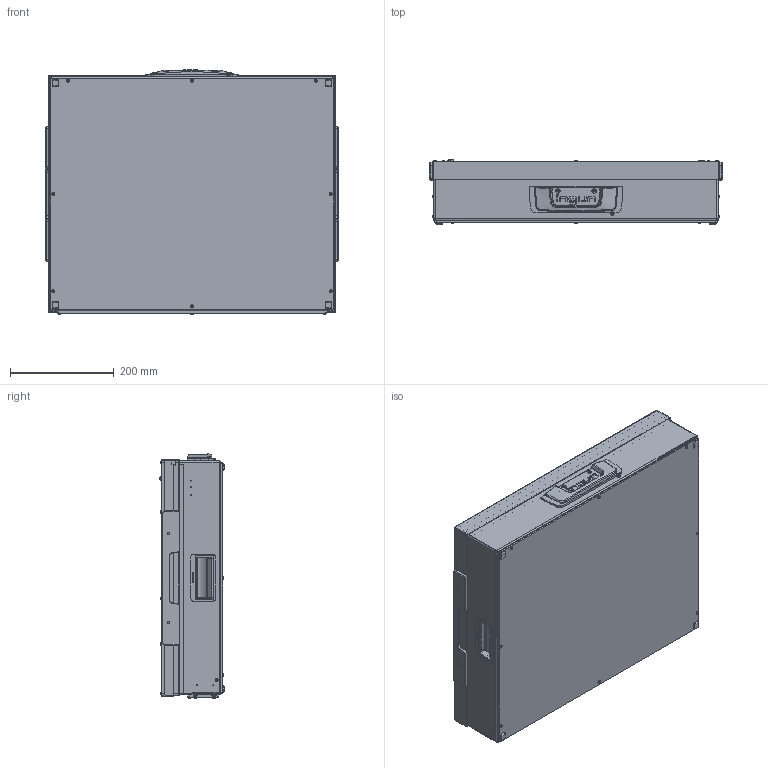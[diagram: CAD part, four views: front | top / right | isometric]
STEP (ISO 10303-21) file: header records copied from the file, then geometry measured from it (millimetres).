
FILE_DESCRIPTION (( 'STEP AP214' ), '1' );
FILE_NAME ('101517~0.STEP', '2020-05-22T06:46:37', ( '' ), ( '' ), 'SwSTEP 2.0', 'SolidWorks 2018', '' );
FILE_SCHEMA (( 'AUTOMOTIVE_DESIGN' ));
Length unit declared in the file: millimetre
Products named in the file (62): 32171~0_S; DIN7991~n_M05,0x010; 41899~3_flexiebel <S>; 2281~0; DIN7991~n_M04,0x010; DIN7991~n_M04,0x014 VA; 2281~0_360ø<Standard>; 48726~2_S; ASR~-a-s-r_拱05,2x03x拌10; 52626~3_S; K_02038~0; 100974~1_S; 11657~0; 102964~0_S; DIN125~n_04,3 M04,0; Gewindebuchse~n_M04-09,5 offen; 101843~1_S; DIN125~n_06,4 M06,0 Fase; 101518~2; 53106~0_S; 101549~8_KUNDE<Standard>; 101499~4_S; 31788~1_flex <Standard>; DIN125~n_03,2 M03,0; 2719~0; 1878~0; 105963~2_KUNDE<S>; 104117~0_S; 101856~0_S; 101521~1_S; 37967~1_felx <Standard>; 101548~2_KUNDE<S>; 101857~0_S; 19420~3; 101516~1; 101552~1_S; 53731~0; 101547~5_S; K_02037~0; ISO7380~n_M04,0x012 ...
Assembly tree (139 placements, depth 4):
  101517~0
    101843~1_S
      101499~4_S
        101500~4_S
        43707~0_S  x4
        104117~0_S
      101518~2
      2281~0_360ø<Standard>  x2
        2281~0
      37188~1_S  x2
      102963~4_S
      32171~0_S
      53106~0_S  x2
      1878~0
      101552~1_S
      102964~0_S  x2
      Gewindebuchse~n_M04-09,5 offen  x2
      DIN7991~n_M04,0x010  x2
      DIN7991~n_M05,0x010  x8
      DIN912~n_M04,0x012
      ISO7380~n_M04,0x010  x4
      ISO7380~n_M03,0x025  x2
      DIN985-A2~n_M03,0  x2
      DIN125~n_03,2 M03,0  x2
      DIN125~n_04,3 M04,0  x4
      DIN125~n_06,4 M06,0 Fase  x2
      DIN985-A2~n_M04,0
    101548~2_KUNDE<S>
      101549~8_KUNDE<Standard>
      101550~4_KUNDE<Default>
      101547~5_S
      105963~2_KUNDE<S>  x2
      48726~2_S  x2
      48565~1_S  x2
      52626~3_S
      100974~1_S
      49317~0  x2
      2196~6  x2
      2229~6  x2
      19420~3
      11657~0
      ASR~-a-s-r_拱05,2x03x拌10  x12
      ASR~-a-s-r_拱05,2x07x拌10  x2
      DIN125~n_06,4 M06,0 Fase  x2
      ISO7380~n_M03,0x006  x10
      DIN912~n_M04,0x006  x2
      ISO7380~n_M04,0x012  x2
      DIN7991~n_M04,0x014 VA  x4
      41899~3_flexiebel <S>
        KS-113-Master~-k-s_KS-113 23
        GKS-114-0015~-g-k-s_Hub = 08,0 <S>
        53731~0
        3917~3_M 3 A
    31788~1_flex <Standard>
      K_02037~0_Standard ohne Dyn Punkt<Standard>
      K_02038~0
    37967~1_felx <Standard>
      K_02037~0
      K_02038~0
    101856~0_S
Bounding box: 566 x 125.3 x 472.02 mm (x, y, z)
Volume: 5908116.6 mm3; surface area: 2481488.5 mm2
Topology: 133 solids, 133 shells, 3752 faces, 9138 edges, 5845 vertices
Faces by surface type: cylinder 1743, plane 1469, cone 312, torus 128, bspline 96, sphere 4
Entity records: 77335 total; most frequent: CARTESIAN_POINT 23341, DIRECTION 10412, ORIENTED_EDGE 9678, EDGE_CURVE 4839, AXIS2_PLACEMENT_3D 3906, VERTEX_POINT 3079, VECTOR 2600, LINE 2600
